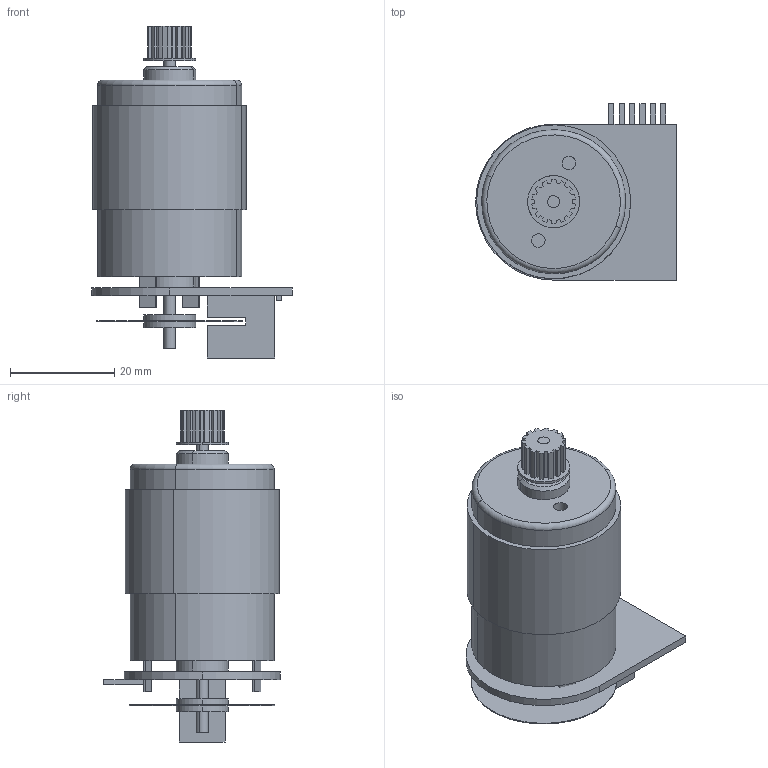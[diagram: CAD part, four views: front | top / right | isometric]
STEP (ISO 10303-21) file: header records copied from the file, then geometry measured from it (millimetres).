
FILE_DESCRIPTION(('STEP AP203'),'1');
FILE_NAME('MABUCHI RS-385 with encoder.stp','2016-03-31T10:00:55',(' '),(' '),'Spatial InterOp 3D',' ',' ');
FILE_SCHEMA(('CONFIG_CONTROL_DESIGN'));
Length unit declared in the file: millimetre
Products named in the file (11): 1; 2; 3; 4; 5; 6; 7; 8; 9; 10; 11
Bounding box: 38.6 x 33.89 x 63.84 mm (x, y, z)
Volume: 28360.1 mm3; surface area: 10142 mm2
Topology: 11 solids, 11 shells, 170 faces, 399 edges, 264 vertices
Faces by surface type: plane 120, cylinder 44, cone 4, torus 2
Entity records: 5339 total; most frequent: DIRECTION 857, CARTESIAN_POINT 844, ORIENTED_EDGE 798, EDGE_CURVE 399, LINE 303, VECTOR 303, AXIS2_PLACEMENT_3D 277, VERTEX_POINT 264
